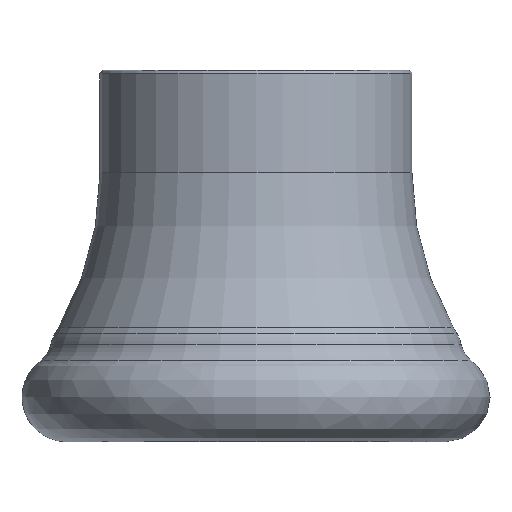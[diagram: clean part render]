
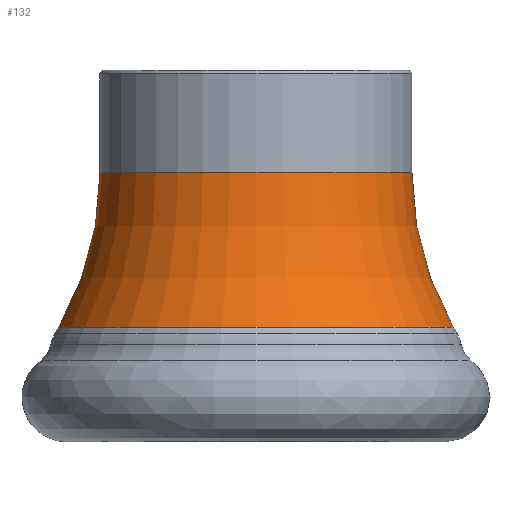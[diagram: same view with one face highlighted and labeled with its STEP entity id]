
A CAD part, front view. The second image highlights one B-rep face of the part: STEP entity #132.
In plain terms, the highlighted toroidal (fillet/blend) face has major radius 62.681 mm and minor radius 41.681 mm.
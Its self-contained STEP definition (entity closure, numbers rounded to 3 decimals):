
#116=TOROIDAL_SURFACE('',#548,62.681,41.681);
#132=ADVANCED_FACE('',(#171,#172),#116,.F.);
#171=FACE_BOUND('',#230,.T.);
#172=FACE_BOUND('',#231,.T.);
#230=EDGE_LOOP('',(#288));
#231=EDGE_LOOP('',(#289));
#288=ORIENTED_EDGE('',*,*,#374,.T.);
#289=ORIENTED_EDGE('',*,*,#373,.F.);
#343=VERTEX_POINT('',#775);
#344=VERTEX_POINT('',#778);
#373=EDGE_CURVE('',#343,#343,#402,.T.);
#374=EDGE_CURVE('',#344,#344,#403,.T.);
#402=CIRCLE('',#545,21.);
#403=CIRCLE('',#547,26.565);
#545=AXIS2_PLACEMENT_3D('',#774,#631,#632);
#547=AXIS2_PLACEMENT_3D('',#777,#635,#636);
#548=AXIS2_PLACEMENT_3D('',#779,#637,#638);
#631=DIRECTION('',(0.,0.,1.));
#632=DIRECTION('',(-1.,0.,0.));
#635=DIRECTION('',(0.,0.,1.));
#636=DIRECTION('',(-1.,0.,0.));
#637=DIRECTION('',(0.,0.,-1.));
#638=DIRECTION('',(-1.,0.,0.));
#774=CARTESIAN_POINT('',(0.,0.,-13.778));
#775=CARTESIAN_POINT('',(-21.,0.,-13.778));
#777=CARTESIAN_POINT('',(0.,0.,-34.586));
#778=CARTESIAN_POINT('',(-26.565,0.,-34.586));
#779=CARTESIAN_POINT('',(0.,0.,-13.778));
